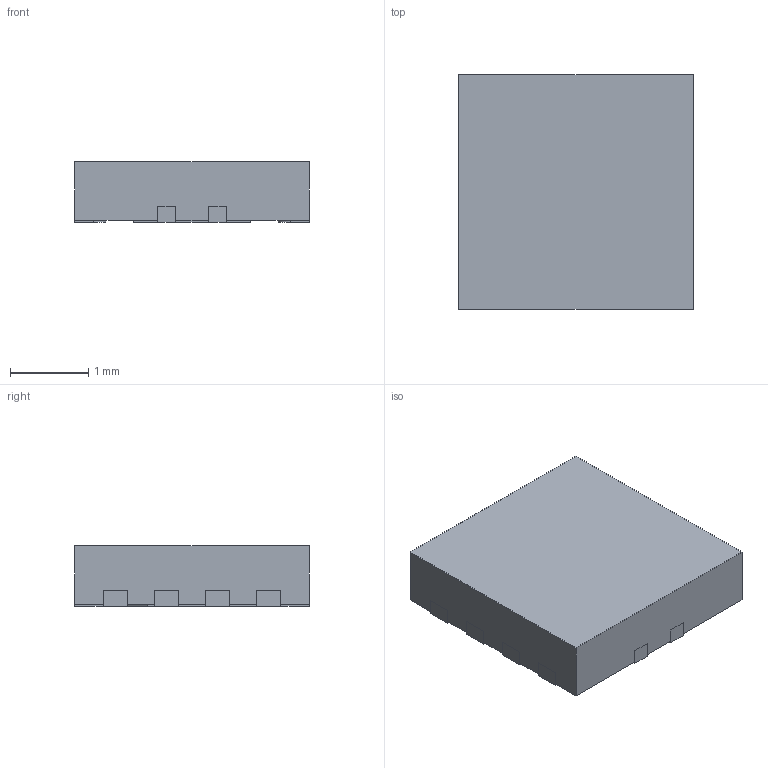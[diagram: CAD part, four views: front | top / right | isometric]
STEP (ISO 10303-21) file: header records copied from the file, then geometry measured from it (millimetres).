
FILE_DESCRIPTION((''),'2;1');
FILE_NAME('DRB0008A_ASM','2018-01-02T08:42:31',('a0412086'),(''),'CREO PARAMETRIC BY PTC INC, 2017260','CREO PARAMETRIC BY PTC INC, 2017260','');
FILE_SCHEMA(('AUTOMOTIVE_DESIGN { 1 0 10303 214 1 1 1 1 }'));
Length unit declared in the file: millimetre
Products named in the file (3): BODY-SON; FRAME-DRB0008A; DRB0008A_ASM
Assembly tree (2 placements, depth 2):
  DRB0008A_ASM
    BODY-SON
    FRAME-DRB0008A
Bounding box: 3 x 3 x 0.78 mm (x, y, z)
Volume: 6.9 mm3; surface area: 46.7 mm2
Topology: 10 solids, 10 shells, 154 faces, 402 edges, 268 vertices
Faces by surface type: plane 138, cylinder 16
Entity records: 6344 total; most frequent: CARTESIAN_POINT 863, ORIENTED_EDGE 804, DIRECTION 791, PRESENTATION_STYLE_ASSIGNMENT 424, STYLED_ITEM 412, CURVE_STYLE 402, EDGE_CURVE 402, VECTOR 370
